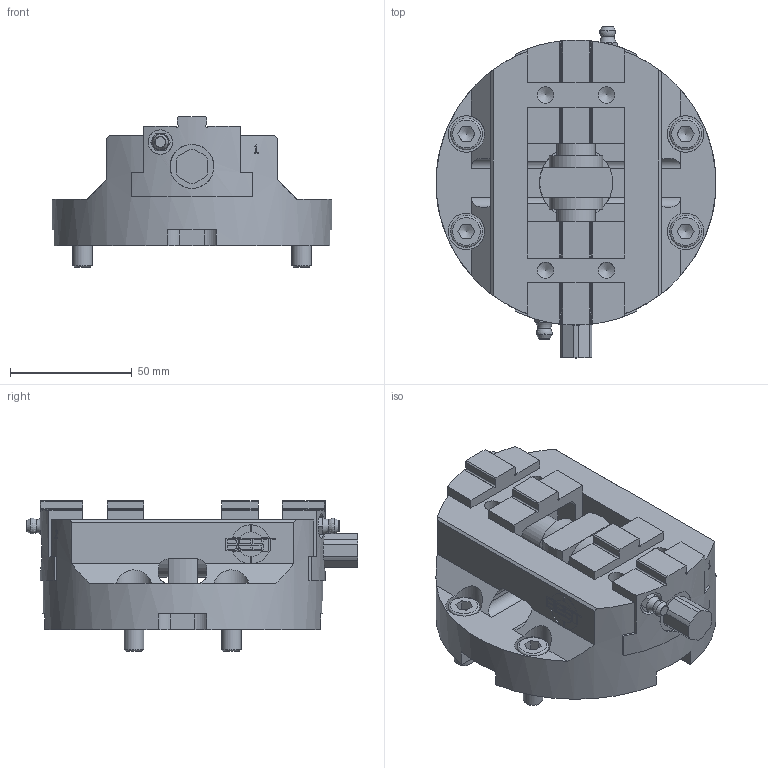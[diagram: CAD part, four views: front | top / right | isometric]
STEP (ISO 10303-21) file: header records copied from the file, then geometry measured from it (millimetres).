
FILE_DESCRIPTION((''),'2;1');
FILE_NAME('200-0115-014-Kunde.stp','2012-11-28T10:08:35',('adam'),(''),'Autodesk Inventor 2012','Autodesk Inventor 2012','');
FILE_SCHEMA(('AUTOMOTIVE_DESIGN { 1 0 10303 214 1 1 1 1 }'));
Length unit declared in the file: millimetre
Products named in the file (1): 200-0115-014-Kunde
Bounding box: 114.8 x 136.3 x 62 mm (x, y, z)
Volume: 349836.5 mm3; surface area: 66307.7 mm2
Topology: 1 solids, 3 shells, 713 faces, 1870 edges, 1202 vertices
Faces by surface type: plane 457, cylinder 162, cone 50, bspline 30, torus 12, sphere 2
Full cylindrical faces by diameter (mm): 3 x2, 4.917 x4, 5 x2, 6.647 x4, 6.75 x4, 8 x4, 9 x4, 10 x2, 10.106 x1, 12 x4, 13 x4, 15 x4, 16 x2, 18 x2, 22 x2, 25 x1, 54 x1, 55 x1, 115 x1
Entity records: 22326 total; most frequent: CARTESIAN_POINT 4687, ORIENTED_EDGE 3474, DIRECTION 3383, EDGE_CURVE 1737, VECTOR 1165, LINE 1165, VERTEX_POINT 1158, AXIS2_PLACEMENT_3D 1109
